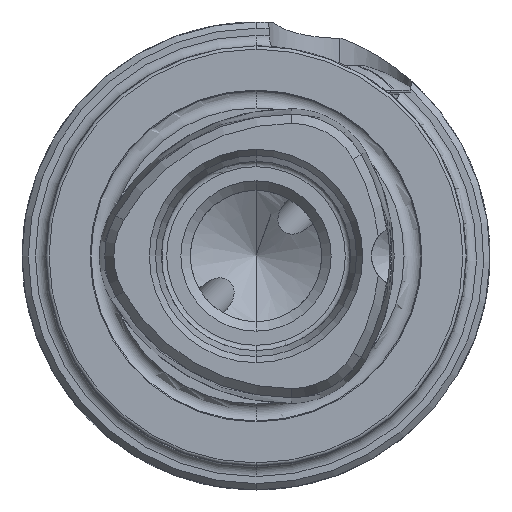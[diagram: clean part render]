
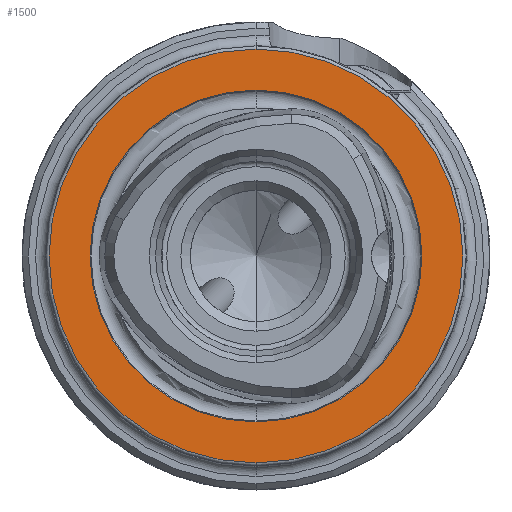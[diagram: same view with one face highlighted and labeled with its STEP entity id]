
A CAD part, left-side view. The second image highlights one B-rep face of the part: STEP entity #1500.
In plain terms, the highlighted planar face has unit normal (-1, 0, 0).
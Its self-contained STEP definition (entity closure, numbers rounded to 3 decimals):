
#378 = EDGE_CURVE ( 'NONE', #7900, #9152, #2143, .T. ) ;
#435 = DIRECTION ( 'NONE',  ( -1., 0., 0. ) ) ;
#635 = ORIENTED_EDGE ( 'NONE', *, *, #3640, .T. ) ;
#800 = CIRCLE ( 'NONE', #5969, 15.8 ) ;
#1346 = DIRECTION ( 'NONE',  ( 0., 0., 1. ) ) ;
#1362 = CARTESIAN_POINT ( 'NONE',  ( 0., 15.8, 0. ) ) ;
#1500 = ADVANCED_FACE ( 'NONE', ( #2843, #6429 ), #9604, .F. ) ;
#1839 = DIRECTION ( 'NONE',  ( 0., 0., 1. ) ) ;
#2143 = CIRCLE ( 'NONE', #5982, 19.7 ) ;
#2294 = DIRECTION ( 'NONE',  ( 0., 0., -1. ) ) ;
#2843 = FACE_BOUND ( 'NONE', #7341, .T. ) ;
#2849 = CARTESIAN_POINT ( 'NONE',  ( 0., 0., 0. ) ) ;
#2923 = DIRECTION ( 'NONE',  ( 0., 0., 1. ) ) ;
#3552 = CARTESIAN_POINT ( 'NONE',  ( 0., 0., 19.7 ) ) ;
#3640 = EDGE_CURVE ( 'NONE', #9152, #7900, #5601, .T. ) ;
#3689 = CARTESIAN_POINT ( 'NONE',  ( 0., 0., 15.8 ) ) ;
#3715 = AXIS2_PLACEMENT_3D ( 'NONE', #6135, #11690, #4239 ) ;
#3784 = CARTESIAN_POINT ( 'NONE',  ( 0., 0., -15.8 ) ) ;
#3848 = ORIENTED_EDGE ( 'NONE', *, *, #378, .T. ) ;
#4217 = CARTESIAN_POINT ( 'NONE',  ( 0., 0., -19.7 ) ) ;
#4239 = DIRECTION ( 'NONE',  ( 0., 0., 1. ) ) ;
#5193 = EDGE_CURVE ( 'NONE', #6461, #7986, #800, .T. ) ;
#5598 = DIRECTION ( 'NONE',  ( -1., 0., 0. ) ) ;
#5601 = CIRCLE ( 'NONE', #10182, 19.7 ) ;
#5748 = DIRECTION ( 'NONE',  ( -1., 0., 0. ) ) ;
#5969 = AXIS2_PLACEMENT_3D ( 'NONE', #7603, #435, #1346 ) ;
#5982 = AXIS2_PLACEMENT_3D ( 'NONE', #2849, #5748, #2923 ) ;
#6036 = DIRECTION ( 'NONE',  ( 1., 0., 0. ) ) ;
#6135 = CARTESIAN_POINT ( 'NONE',  ( 0., 0., 0. ) ) ;
#6429 = FACE_OUTER_BOUND ( 'NONE', #11294, .T. ) ;
#6461 = VERTEX_POINT ( 'NONE', #3689 ) ;
#6529 = CIRCLE ( 'NONE', #3715, 15.8 ) ;
#6741 = ORIENTED_EDGE ( 'NONE', *, *, #5193, .F. ) ;
#7115 = AXIS2_PLACEMENT_3D ( 'NONE', #1362, #6036, #2294 ) ;
#7341 = EDGE_LOOP ( 'NONE', ( #6741, #10914 ) ) ;
#7603 = CARTESIAN_POINT ( 'NONE',  ( 0., 0., 0. ) ) ;
#7900 = VERTEX_POINT ( 'NONE', #3552 ) ;
#7986 = VERTEX_POINT ( 'NONE', #3784 ) ;
#9152 = VERTEX_POINT ( 'NONE', #4217 ) ;
#9604 = PLANE ( 'NONE',  #7115 ) ;
#10182 = AXIS2_PLACEMENT_3D ( 'NONE', #11036, #5598, #1839 ) ;
#10914 = ORIENTED_EDGE ( 'NONE', *, *, #11586, .F. ) ;
#11036 = CARTESIAN_POINT ( 'NONE',  ( 0., 0., 0. ) ) ;
#11294 = EDGE_LOOP ( 'NONE', ( #3848, #635 ) ) ;
#11586 = EDGE_CURVE ( 'NONE', #7986, #6461, #6529, .T. ) ;
#11690 = DIRECTION ( 'NONE',  ( -1., 0., 0. ) ) ;
